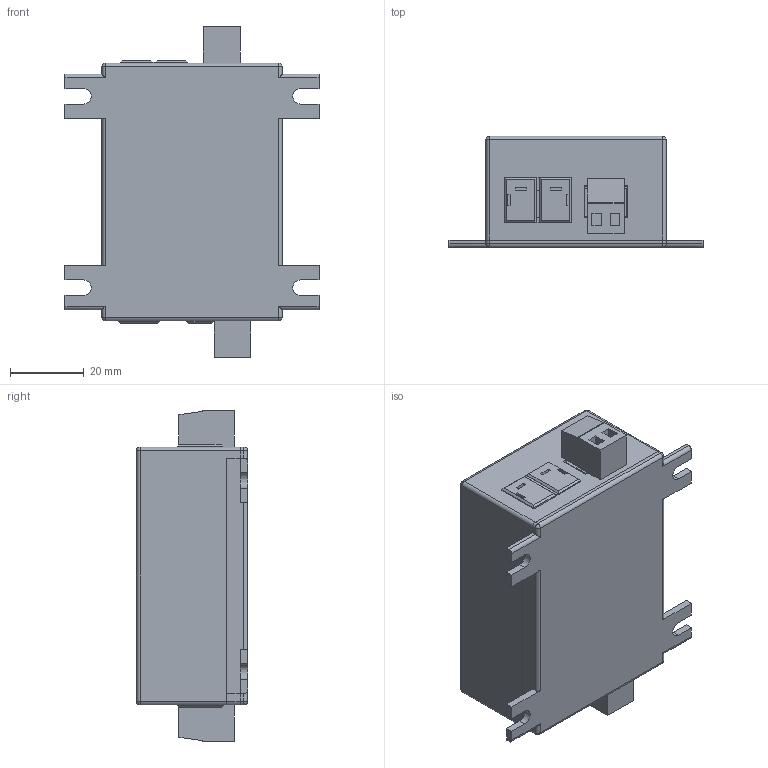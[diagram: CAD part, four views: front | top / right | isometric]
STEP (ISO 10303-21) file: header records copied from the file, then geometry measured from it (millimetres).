
FILE_DESCRIPTION (( 'STEP AP203' ), '1' );
FILE_NAME ('3D_MLP2-230L-P.STEP', '2015-12-01T09:09:20', ( 'admin' ), ( '' ), 'SwSTEP 2.0', 'SolidWorks 2015', '' );
FILE_SCHEMA (( 'CONFIG_CONTROL_DESIGN' ));
Length unit declared in the file: millimetre
Products named in the file (12): SIT.12.4247-2; SIT.12.4224; SIT.12.4247-3; SIT.12.4223; 3D_MLP2-230L-P; 2EDGKF-5.0-2P; 2EDGRC-5.0-2P-14-00A; RL-3T4PGC02B-0; LED3-3; P-MLP2-230L-P; SIT.12.4247-1; SIT.12.3144
Assembly tree (13 placements, depth 2):
  3D_MLP2-230L-P
    SIT.12.3144
    SIT.12.4224
    SIT.12.4223
    2EDGKF-5.0-2P  x2
    2EDGRC-5.0-2P-14-00A  x2
    RL-3T4PGC02B-0
    LED3-3
    P-MLP2-230L-P
    SIT.12.4247-1
    SIT.12.4247-2
    SIT.12.4247-3
Bounding box: 69 x 30.2 x 89.8 mm (x, y, z)
Volume: 36106.5 mm3; surface area: 49309.3 mm2
Topology: 13 solids, 13 shells, 5001 faces, 13778 edges, 9139 vertices
Faces by surface type: bspline 2527, plane 2341, cylinder 119, sphere 10, torus 4
Entity records: 170565 total; most frequent: CARTESIAN_POINT 61953, ORIENTED_EDGE 26950, EDGE_CURVE 13475, DIRECTION 13373, VERTEX_POINT 8943, LINE 8207, VECTOR 8207, EDGE_LOOP 5254
